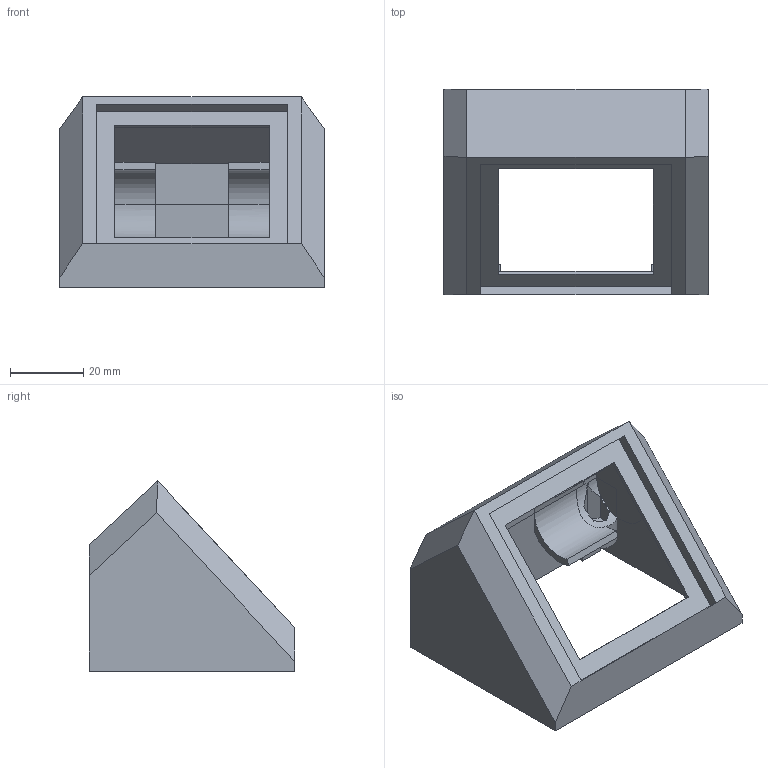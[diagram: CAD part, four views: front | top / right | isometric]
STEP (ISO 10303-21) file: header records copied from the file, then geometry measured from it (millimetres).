
FILE_DESCRIPTION(('FreeCAD Model'),'2;1');
FILE_NAME('Open CASCADE Shape Model','2023-01-20T12:09:28',(''),(''), 'Open CASCADE STEP processor 7.6','FreeCAD','Unknown');
FILE_SCHEMA(('AUTOMOTIVE_DESIGN { 1 0 10303 214 1 1 1 1 }'));
Length unit declared in the file: millimetre
Products named in the file (1): Shell_bh
Bounding box: 72 x 56 x 51.86 mm (x, y, z)
Volume: 24817.7 mm3; surface area: 24113.7 mm2
Topology: 1 solids, 1 shells, 134 faces, 370 edges, 239 vertices
Faces by surface type: plane 113, cylinder 21
Full cylindrical faces by diameter (mm): 3.6 x4
Entity records: 4573 total; most frequent: CARTESIAN_POINT 1066, ORIENTED_EDGE 740, DIRECTION 699, EDGE_CURVE 370, LINE 295, VECTOR 295, VERTEX_POINT 239, AXIS2_PLACEMENT_3D 202
